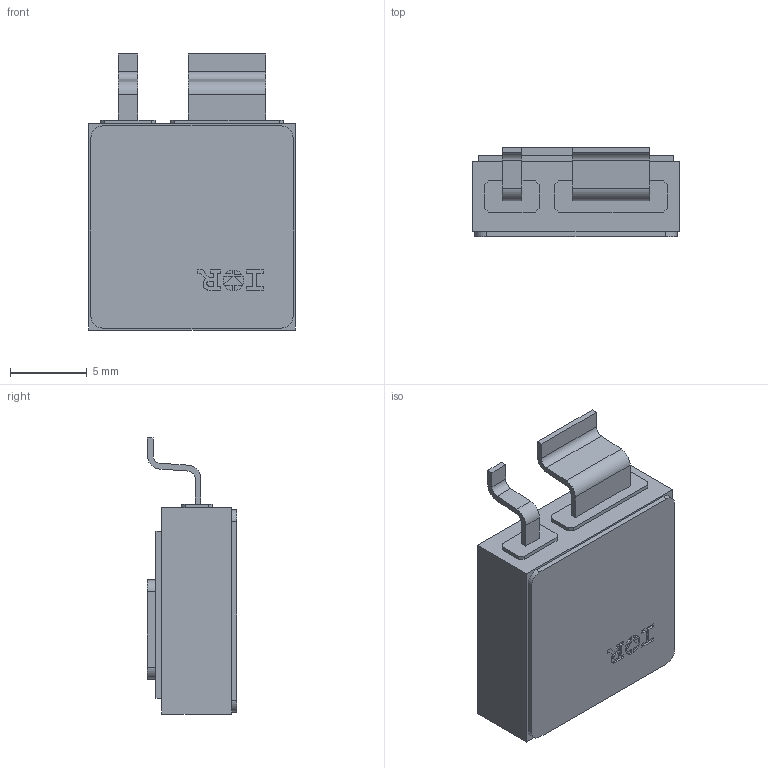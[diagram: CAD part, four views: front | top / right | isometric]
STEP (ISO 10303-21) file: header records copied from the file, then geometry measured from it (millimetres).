
FILE_DESCRIPTION (( 'STEP AP203' ), '1' );
FILE_NAME ('D101003G-SUPIRSMD V2.STEP', '2025-04-30T15:39:41', ( '' ), ( '' ), 'SwSTEP 2.0', 'SolidWorks 2020', '' );
FILE_SCHEMA (( 'CONFIG_CONTROL_DESIGN' ));
Length unit declared in the file: inch
Products named in the file (1): D101003G-SUPIRSMD V2
Bounding box: 13.46 x 5.84 x 18.03 mm (x, y, z)
Volume: 992.3 mm3; surface area: 766.1 mm2
Topology: 1 solids, 1 shells, 137 faces, 357 edges, 238 vertices
Faces by surface type: plane 111, cylinder 26
Entity records: 4242 total; most frequent: CARTESIAN_POINT 733, ORIENTED_EDGE 714, DIRECTION 685, EDGE_CURVE 357, LINE 305, VECTOR 305, VERTEX_POINT 238, AXIS2_PLACEMENT_3D 190
